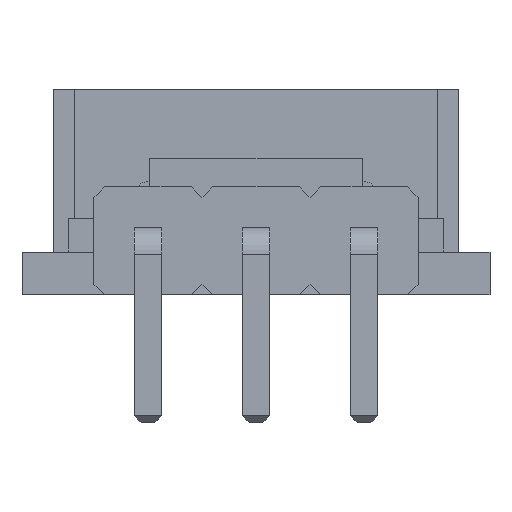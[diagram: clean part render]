
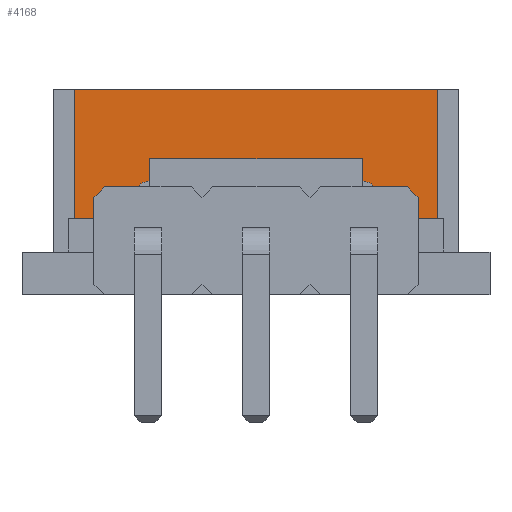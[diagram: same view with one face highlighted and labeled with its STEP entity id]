
A CAD part, left-side view. The second image highlights one B-rep face of the part: STEP entity #4168.
In plain terms, the highlighted face is planar.
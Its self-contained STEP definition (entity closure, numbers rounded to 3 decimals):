
#68=FACE_BOUND('',#458,.T.);
#69=FACE_BOUND('',#459,.T.);
#70=FACE_BOUND('',#460,.T.);
#217=FACE_OUTER_BOUND('',#457,.T.);
#457=EDGE_LOOP('',(#3118,#3119,#3120,#3121));
#458=EDGE_LOOP('',(#3122));
#459=EDGE_LOOP('',(#3123));
#460=EDGE_LOOP('',(#3124));
#603=CIRCLE('',#4502,0.254);
#604=CIRCLE('',#4503,0.254);
#605=CIRCLE('',#4504,0.254);
#853=LINE('',#6299,#1370);
#875=LINE('',#6342,#1392);
#876=LINE('',#6345,#1393);
#877=LINE('',#6346,#1394);
#1370=VECTOR('',#5173,8.51);
#1392=VECTOR('',#5203,4.445);
#1393=VECTOR('',#5206,8.51);
#1394=VECTOR('',#5207,4.445);
#1827=VERTEX_POINT('',#6296);
#1828=VERTEX_POINT('',#6298);
#1845=VERTEX_POINT('',#6340);
#1846=VERTEX_POINT('',#6344);
#1847=VERTEX_POINT('',#6347);
#1848=VERTEX_POINT('',#6349);
#1849=VERTEX_POINT('',#6351);
#2277=EDGE_CURVE('',#1828,#1827,#853,.T.);
#2299=EDGE_CURVE('',#1827,#1845,#875,.T.);
#2300=EDGE_CURVE('',#1846,#1845,#876,.T.);
#2301=EDGE_CURVE('',#1828,#1846,#877,.T.);
#2302=EDGE_CURVE('',#1847,#1847,#603,.T.);
#2303=EDGE_CURVE('',#1848,#1848,#604,.T.);
#2304=EDGE_CURVE('',#1849,#1849,#605,.T.);
#3118=ORIENTED_EDGE('',*,*,#2299,.T.);
#3119=ORIENTED_EDGE('',*,*,#2300,.F.);
#3120=ORIENTED_EDGE('',*,*,#2301,.F.);
#3121=ORIENTED_EDGE('',*,*,#2277,.T.);
#3122=ORIENTED_EDGE('',*,*,#2302,.F.);
#3123=ORIENTED_EDGE('',*,*,#2303,.F.);
#3124=ORIENTED_EDGE('',*,*,#2304,.F.);
#3809=PLANE('',#4501);
#4168=ADVANCED_FACE('',(#217,#68,#69,#70),#3809,.T.);
#4501=AXIS2_PLACEMENT_3D('',#6343,#5204,#5205);
#4502=AXIS2_PLACEMENT_3D('',#6348,#5208,#5209);
#4503=AXIS2_PLACEMENT_3D('',#6350,#5210,#5211);
#4504=AXIS2_PLACEMENT_3D('',#6352,#5212,#5213);
#5173=DIRECTION('',(0.,1.,0.));
#5203=DIRECTION('',(0.,0.,1.));
#5204=DIRECTION('center_axis',(1.,0.,0.));
#5205=DIRECTION('ref_axis',(0.,1.,0.));
#5206=DIRECTION('',(0.,1.,0.));
#5207=DIRECTION('',(0.,0.,1.));
#5208=DIRECTION('center_axis',(1.,0.,0.));
#5209=DIRECTION('ref_axis',(0.,0.,-1.));
#5210=DIRECTION('center_axis',(1.,0.,0.));
#5211=DIRECTION('ref_axis',(0.,0.,-1.));
#5212=DIRECTION('center_axis',(1.,0.,0.));
#5213=DIRECTION('ref_axis',(0.,0.,-1.));
#6296=CARTESIAN_POINT('',(9.525,-0.507,0.));
#6298=CARTESIAN_POINT('',(9.525,-9.018,0.));
#6299=CARTESIAN_POINT('',(9.525,-9.018,0.));
#6340=CARTESIAN_POINT('',(9.525,-0.507,4.445));
#6342=CARTESIAN_POINT('',(9.525,-0.507,0.));
#6343=CARTESIAN_POINT('Origin',(9.525,-9.525,0.));
#6344=CARTESIAN_POINT('',(9.525,-9.018,4.445));
#6345=CARTESIAN_POINT('',(9.525,-9.018,4.445));
#6346=CARTESIAN_POINT('',(9.525,-9.018,0.));
#6347=CARTESIAN_POINT('',(9.525,-2.223,2.286));
#6348=CARTESIAN_POINT('Origin',(9.525,-2.223,2.032));
#6349=CARTESIAN_POINT('',(9.525,-4.763,2.286));
#6350=CARTESIAN_POINT('Origin',(9.525,-4.763,2.032));
#6351=CARTESIAN_POINT('',(9.525,-7.303,2.286));
#6352=CARTESIAN_POINT('Origin',(9.525,-7.303,2.032));
